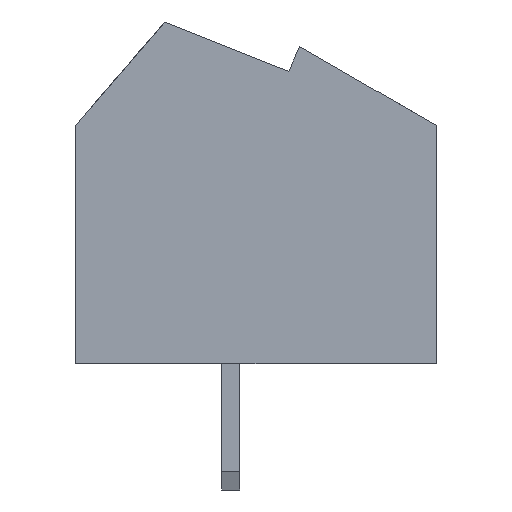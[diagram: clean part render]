
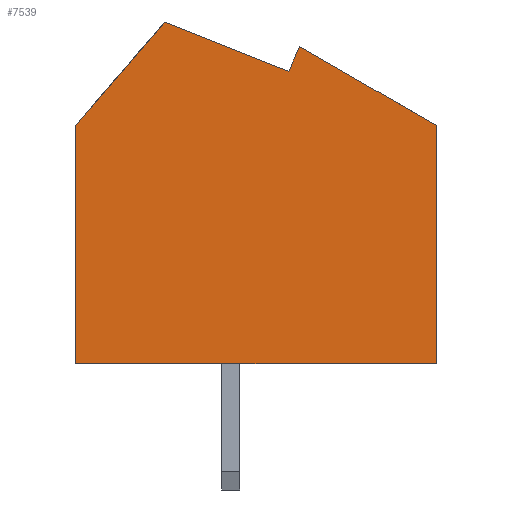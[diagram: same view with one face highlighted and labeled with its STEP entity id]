
A CAD part, left-side view. The second image highlights one B-rep face of the part: STEP entity #7539.
In plain terms, the highlighted planar face has unit normal (-1, 0, 0).
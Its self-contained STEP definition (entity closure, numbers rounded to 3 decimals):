
#670=ORIENTED_EDGE('',*,*,#2531,.F.);
#671=ORIENTED_EDGE('',*,*,#2628,.F.);
#672=ORIENTED_EDGE('',*,*,#2567,.F.);
#673=ORIENTED_EDGE('',*,*,#2587,.F.);
#674=ORIENTED_EDGE('',*,*,#2758,.F.);
#675=ORIENTED_EDGE('',*,*,#2755,.F.);
#676=ORIENTED_EDGE('',*,*,#2618,.F.);
#2531=EDGE_CURVE('',#3607,#3608,#4332,.T.);
#2567=EDGE_CURVE('',#3643,#3644,#4368,.T.);
#2587=EDGE_CURVE('',#3663,#3643,#4388,.T.);
#2618=EDGE_CURVE('',#3608,#3691,#4413,.T.);
#2628=EDGE_CURVE('',#3644,#3607,#4420,.T.);
#2755=EDGE_CURVE('',#3691,#3789,#4532,.T.);
#2758=EDGE_CURVE('',#3789,#3663,#4535,.T.);
#3607=VERTEX_POINT('',#10727);
#3608=VERTEX_POINT('',#10728);
#3643=VERTEX_POINT('',#10800);
#3644=VERTEX_POINT('',#10801);
#3663=VERTEX_POINT('',#10841);
#3691=VERTEX_POINT('',#10904);
#3789=VERTEX_POINT('',#11158);
#4332=LINE('',#10726,#5305);
#4368=LINE('',#10799,#5341);
#4388=LINE('',#10840,#5361);
#4413=LINE('',#10903,#5386);
#4420=LINE('',#10923,#5393);
#4532=LINE('',#11157,#5505);
#4535=LINE('',#11163,#5508);
#5305=VECTOR('',#8617,1000.);
#5341=VECTOR('',#8655,1000.);
#5361=VECTOR('',#8677,1000.);
#5386=VECTOR('',#8722,1000.);
#5393=VECTOR('',#8737,1000.);
#5505=VECTOR('',#8915,1000.);
#5508=VECTOR('',#8920,1000.);
#6249=EDGE_LOOP('',(#670,#671,#672,#673,#674,#675,#676));
#6746=FACE_BOUND('',#6249,.T.);
#7188=PLANE('',#8021);
#7539=ADVANCED_FACE('',(#6746),#7188,.F.);
#8021=AXIS2_PLACEMENT_3D('',#11166,#8924,#8925);
#8617=DIRECTION('',(0.,0.,1.));
#8655=DIRECTION('',(0.,0.,-1.));
#8677=DIRECTION('',(0.,-0.866,-0.5));
#8722=DIRECTION('',(0.,-0.652,0.758));
#8737=DIRECTION('',(0.,1.,0.));
#8915=DIRECTION('',(0.,-0.929,-0.37));
#8920=DIRECTION('',(0.,-0.391,0.92));
#8924=DIRECTION('',(1.,0.,0.));
#8925=DIRECTION('',(0.,0.,-1.));
#10726=CARTESIAN_POINT('',(-10.5,5.,-3.3));
#10727=CARTESIAN_POINT('',(-10.5,5.,-3.3));
#10728=CARTESIAN_POINT('',(-10.5,5.,3.3));
#10799=CARTESIAN_POINT('',(-10.5,-5.,3.3));
#10800=CARTESIAN_POINT('',(-10.5,-5.,3.3));
#10801=CARTESIAN_POINT('',(-10.5,-5.,-3.3));
#10840=CARTESIAN_POINT('',(-10.5,-1.204,5.492));
#10841=CARTESIAN_POINT('',(-10.5,-1.204,5.492));
#10903=CARTESIAN_POINT('',(-10.5,5.,3.3));
#10904=CARTESIAN_POINT('',(-10.5,2.531,6.17));
#10923=CARTESIAN_POINT('',(-10.5,5.,-3.3));
#11157=CARTESIAN_POINT('',(-10.5,2.531,6.17));
#11158=CARTESIAN_POINT('',(-10.5,-0.911,4.801));
#11163=CARTESIAN_POINT('',(-10.5,-0.911,4.801));
#11166=CARTESIAN_POINT('',(-10.5,0.,0.));
